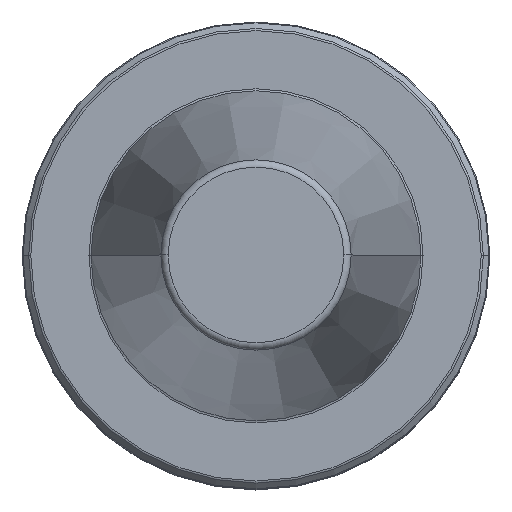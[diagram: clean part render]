
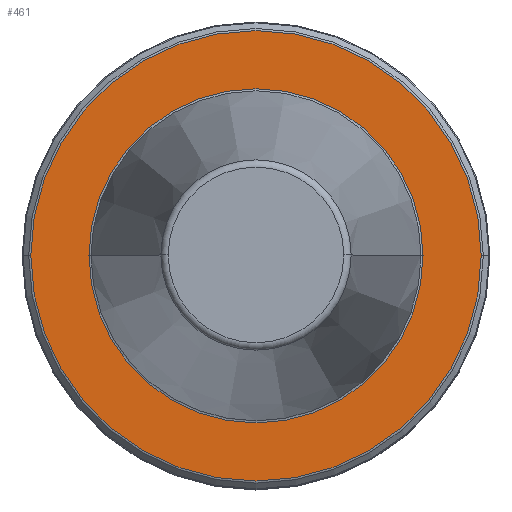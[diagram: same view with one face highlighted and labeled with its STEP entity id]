
A CAD part, top view. The second image highlights one B-rep face of the part: STEP entity #461.
In plain terms, the highlighted planar face has unit normal (0, 0, 1).
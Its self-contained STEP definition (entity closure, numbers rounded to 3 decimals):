
#15 = DIRECTION ( 'NONE',  ( 1., 0., 0. ) ) ;
#40 = CIRCLE ( 'NONE', #48, 30.334 ) ;
#48 = AXIS2_PLACEMENT_3D ( 'NONE', #60, #501, #297 ) ;
#60 = CARTESIAN_POINT ( 'NONE',  ( 0., 0., -2. ) ) ;
#69 = FACE_OUTER_BOUND ( 'NONE', #650, .T. ) ;
#103 = ORIENTED_EDGE ( 'NONE', *, *, #1157, .F. ) ;
#156 = EDGE_CURVE ( 'NONE', #200, #326, #40, .T. ) ;
#189 = AXIS2_PLACEMENT_3D ( 'NONE', #341, #938, #544 ) ;
#200 = VERTEX_POINT ( 'NONE', #905 ) ;
#297 = DIRECTION ( 'NONE',  ( 1., 0., 0. ) ) ;
#309 = VERTEX_POINT ( 'NONE', #852 ) ;
#313 = EDGE_CURVE ( 'NONE', #1191, #309, #879, .T. ) ;
#318 = ORIENTED_EDGE ( 'NONE', *, *, #156, .T. ) ;
#326 = VERTEX_POINT ( 'NONE', #932 ) ;
#341 = CARTESIAN_POINT ( 'NONE',  ( 0., 0., -2. ) ) ;
#393 = CIRCLE ( 'NONE', #859, 22.5 ) ;
#395 = DIRECTION ( 'NONE',  ( 0., 0., 1. ) ) ;
#446 = CARTESIAN_POINT ( 'NONE',  ( 0., 0., -2. ) ) ;
#461 = ADVANCED_FACE ( 'NONE', ( #69, #1125 ), #495, .T. ) ;
#479 = EDGE_LOOP ( 'NONE', ( #103, #691 ) ) ;
#481 = CARTESIAN_POINT ( 'NONE',  ( 0., 0., -2. ) ) ;
#495 = PLANE ( 'NONE',  #1182 ) ;
#501 = DIRECTION ( 'NONE',  ( 0., 0., 1. ) ) ;
#544 = DIRECTION ( 'NONE',  ( 1., 0., 0. ) ) ;
#583 = DIRECTION ( 'NONE',  ( 1., 0., 0. ) ) ;
#618 = DIRECTION ( 'NONE',  ( 0., 0., 1. ) ) ;
#650 = EDGE_LOOP ( 'NONE', ( #318, #903 ) ) ;
#684 = EDGE_CURVE ( 'NONE', #326, #200, #1138, .T. ) ;
#689 = CARTESIAN_POINT ( 'NONE',  ( -22.5, 0., -2. ) ) ;
#691 = ORIENTED_EDGE ( 'NONE', *, *, #313, .F. ) ;
#852 = CARTESIAN_POINT ( 'NONE',  ( 22.5, 0., -2. ) ) ;
#859 = AXIS2_PLACEMENT_3D ( 'NONE', #481, #1169, #583 ) ;
#879 = CIRCLE ( 'NONE', #189, 22.5 ) ;
#903 = ORIENTED_EDGE ( 'NONE', *, *, #684, .T. ) ;
#905 = CARTESIAN_POINT ( 'NONE',  ( 30.334, 0., -2. ) ) ;
#932 = CARTESIAN_POINT ( 'NONE',  ( -30.334, 0., -2. ) ) ;
#938 = DIRECTION ( 'NONE',  ( 0., 0., 1. ) ) ;
#987 = DIRECTION ( 'NONE',  ( 1., 0., 0. ) ) ;
#1125 = FACE_BOUND ( 'NONE', #479, .T. ) ;
#1138 = CIRCLE ( 'NONE', #1153, 30.334 ) ;
#1153 = AXIS2_PLACEMENT_3D ( 'NONE', #1198, #618, #15 ) ;
#1157 = EDGE_CURVE ( 'NONE', #309, #1191, #393, .T. ) ;
#1169 = DIRECTION ( 'NONE',  ( 0., 0., 1. ) ) ;
#1182 = AXIS2_PLACEMENT_3D ( 'NONE', #446, #395, #987 ) ;
#1191 = VERTEX_POINT ( 'NONE', #689 ) ;
#1198 = CARTESIAN_POINT ( 'NONE',  ( 0., 0., -2. ) ) ;
